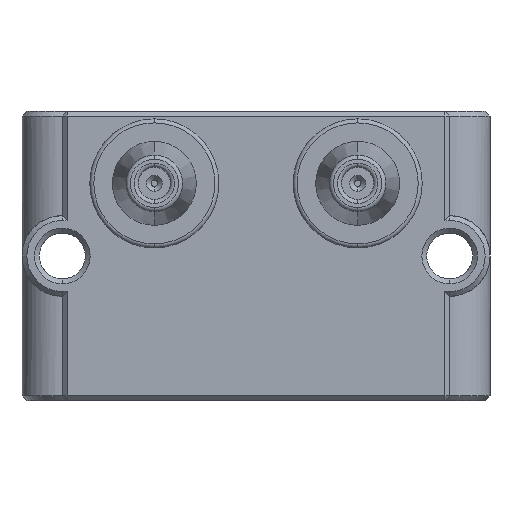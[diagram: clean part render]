
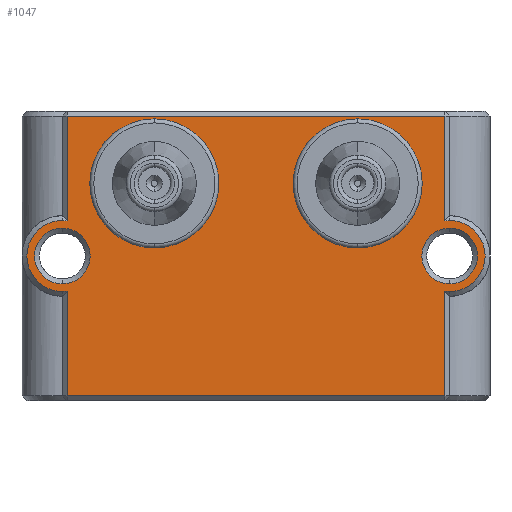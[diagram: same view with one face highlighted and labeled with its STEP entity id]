
A CAD part, front view. The second image highlights one B-rep face of the part: STEP entity #1047.
In plain terms, the highlighted planar face has unit normal (0, -1, 0).
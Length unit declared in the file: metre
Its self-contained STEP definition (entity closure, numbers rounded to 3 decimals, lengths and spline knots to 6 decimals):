
#1047=ADVANCED_FACE('1:3284',(#2566,#2567,#2568,#2569,#2570),#2571,.F.);
#2566=FACE_OUTER_BOUND('',#4728,.T.);
#2567=FACE_BOUND('',#4729,.T.);
#2568=FACE_BOUND('',#4730,.T.);
#2569=FACE_BOUND('',#4731,.T.);
#2570=FACE_BOUND('',#4732,.T.);
#2571=PLANE('',#4733);
#4728=EDGE_LOOP('',(#9312,#9313,#9314,#9315,#9316,#9317,#9318,#9319,#9320,#9321,#9322,#9323));
#4729=EDGE_LOOP('',(#9324,#9325));
#4730=EDGE_LOOP('',(#9326,#9327));
#4731=EDGE_LOOP('',(#9328,#9329));
#4732=EDGE_LOOP('',(#9330,#9331));
#4733=AXIS2_PLACEMENT_3D('',#9332,#9333,#9334);
#9312=ORIENTED_EDGE('',*,*,#13569,.T.);
#9313=ORIENTED_EDGE('',*,*,#13573,.T.);
#9314=ORIENTED_EDGE('',*,*,#13666,.T.);
#9315=ORIENTED_EDGE('',*,*,#14232,.T.);
#9316=ORIENTED_EDGE('',*,*,#14233,.T.);
#9317=ORIENTED_EDGE('',*,*,#14234,.T.);
#9318=ORIENTED_EDGE('',*,*,#13581,.T.);
#9319=ORIENTED_EDGE('',*,*,#13663,.T.);
#9320=ORIENTED_EDGE('',*,*,#13578,.T.);
#9321=ORIENTED_EDGE('',*,*,#14235,.T.);
#9322=ORIENTED_EDGE('',*,*,#14236,.T.);
#9323=ORIENTED_EDGE('',*,*,#14237,.T.);
#9324=ORIENTED_EDGE('',*,*,#13475,.T.);
#9325=ORIENTED_EDGE('',*,*,#13721,.T.);
#9326=ORIENTED_EDGE('',*,*,#13536,.T.);
#9327=ORIENTED_EDGE('',*,*,#13688,.T.);
#9328=ORIENTED_EDGE('',*,*,#13676,.T.);
#9329=ORIENTED_EDGE('',*,*,#13557,.T.);
#9330=ORIENTED_EDGE('',*,*,#13673,.T.);
#9331=ORIENTED_EDGE('',*,*,#13561,.T.);
#9332=CARTESIAN_POINT('',(-0.012,0.0,0.0));
#9333=DIRECTION('',(0.0,1.0,0.0));
#9334=DIRECTION('',(1.0,0.0,-0.0));
#13475=EDGE_CURVE('1:7364',#15923,#15925,#15927,.T.);
#13536=EDGE_CURVE('1:7367',#16022,#16024,#16026,.T.);
#13557=EDGE_CURVE('1:7370',#16056,#16054,#16057,.T.);
#13561=EDGE_CURVE('1:7373',#16062,#16060,#16063,.T.);
#13569=EDGE_CURVE('1:5375',#16075,#16073,#16076,.T.);
#13573=EDGE_CURVE('1:5375',#16073,#16079,#16082,.T.);
#13578=EDGE_CURVE('1:5357',#16086,#16088,#16090,.T.);
#13581=EDGE_CURVE('1:5357',#16095,#16092,#16096,.T.);
#13663=EDGE_CURVE('1:5357',#16092,#16086,#16220,.T.);
#13666=EDGE_CURVE('1:5375',#16079,#16222,#16224,.T.);
#13673=EDGE_CURVE('1:7373',#16060,#16062,#16233,.T.);
#13676=EDGE_CURVE('1:7370',#16054,#16056,#16236,.T.);
#13688=EDGE_CURVE('1:7367',#16024,#16022,#16248,.T.);
#13721=EDGE_CURVE('1:7364',#15925,#15923,#16281,.T.);
#14232=EDGE_CURVE('1:7343',#16222,#17138,#17139,.T.);
#14233=EDGE_CURVE('1:7346',#17138,#17140,#17141,.T.);
#14234=EDGE_CURVE('1:7349',#17140,#16095,#17142,.T.);
#14235=EDGE_CURVE('1:7355',#16088,#17143,#17144,.T.);
#14236=EDGE_CURVE('1:7358',#17143,#17145,#17146,.T.);
#14237=EDGE_CURVE('1:7361',#17145,#16075,#17147,.T.);
#15923=VERTEX_POINT('NONE',#19825);
#15925=VERTEX_POINT('',#19827);
#15927=CIRCLE('',#19829,0.0025);
#16022=VERTEX_POINT('NONE',#19938);
#16024=VERTEX_POINT('',#19940);
#16026=CIRCLE('',#19942,0.0025);
#16054=VERTEX_POINT('NONE',#19978);
#16056=VERTEX_POINT('',#19981);
#16057=CIRCLE('',#19982,0.001725);
#16060=VERTEX_POINT('NONE',#19986);
#16062=VERTEX_POINT('',#19989);
#16063=CIRCLE('',#19990,0.001725);
#16073=VERTEX_POINT('',#20003);
#16075=VERTEX_POINT('NONE',#20006);
#16076=CIRCLE('',#20007,0.0022);
#16079=VERTEX_POINT('',#20013);
#16082=CIRCLE('',#20017,0.0022);
#16086=VERTEX_POINT('',#20021);
#16088=VERTEX_POINT('NONE',#20024);
#16090=CIRCLE('',#20029,0.0022);
#16092=VERTEX_POINT('',#20031);
#16095=VERTEX_POINT('NONE',#20035);
#16096=CIRCLE('',#20036,0.0022);
#16220=CIRCLE('',#20342,0.0022);
#16222=VERTEX_POINT('NONE',#20344);
#16224=CIRCLE('',#20349,0.0022);
#16233=CIRCLE('',#20361,0.001725);
#16236=CIRCLE('',#20364,0.001725);
#16248=CIRCLE('',#20376,0.0025);
#16281=CIRCLE('',#20409,0.0025);
#17138=VERTEX_POINT('NONE',#22634);
#17139=LINE('',#22635,#22636);
#17140=VERTEX_POINT('NONE',#22637);
#17141=LINE('',#22638,#22639);
#17142=LINE('',#22640,#22641);
#17143=VERTEX_POINT('NONE',#22642);
#17144=LINE('',#22643,#22644);
#17145=VERTEX_POINT('NONE',#22645);
#17146=LINE('',#22646,#22647);
#17147=LINE('',#22648,#22649);
#19825=CARTESIAN_POINT('',(0.0063,0.0,0.007));
#19827=CARTESIAN_POINT('',(0.0063,0.0,0.002));
#19829=AXIS2_PLACEMENT_3D('',#26004,#26005,#26006);
#19938=CARTESIAN_POINT('',(-0.0063,0.0,0.007));
#19940=CARTESIAN_POINT('',(-0.0063,0.0,0.002));
#19942=AXIS2_PLACEMENT_3D('',#26117,#26118,#26119);
#19978=CARTESIAN_POINT('',(-0.012,0.0,-0.001725));
#19981=CARTESIAN_POINT('',(-0.012,0.0,0.001725));
#19982=AXIS2_PLACEMENT_3D('',#26147,#26148,#26149);
#19986=CARTESIAN_POINT('',(0.012,0.0,-0.001725));
#19989=CARTESIAN_POINT('',(0.012,0.0,0.001725));
#19990=AXIS2_PLACEMENT_3D('',#26152,#26153,#26154);
#20003=CARTESIAN_POINT('',(0.012,0.0,-0.0022));
#20006=CARTESIAN_POINT('',(0.0117,0.0,-0.002179));
#20007=AXIS2_PLACEMENT_3D('',#26162,#26163,#26164);
#20013=CARTESIAN_POINT('',(0.012,0.0,0.0022));
#20017=AXIS2_PLACEMENT_3D('',#26166,#26167,#26168);
#20021=CARTESIAN_POINT('',(-0.012,0.0,-0.0022));
#20024=CARTESIAN_POINT('',(-0.0117,0.0,-0.002179));
#20029=AXIS2_PLACEMENT_3D('',#26173,#26174,#26175);
#20031=CARTESIAN_POINT('',(-0.012,0.0,0.0022));
#20035=CARTESIAN_POINT('',(-0.0117,0.0,0.002179));
#20036=AXIS2_PLACEMENT_3D('',#26177,#26178,#26179);
#20342=AXIS2_PLACEMENT_3D('',#26280,#26281,#26282);
#20344=CARTESIAN_POINT('',(0.0117,0.0,0.002179));
#20349=AXIS2_PLACEMENT_3D('',#26283,#26284,#26285);
#20361=AXIS2_PLACEMENT_3D('',#26295,#26296,#26297);
#20364=AXIS2_PLACEMENT_3D('',#26301,#26302,#26303);
#20376=AXIS2_PLACEMENT_3D('',#26322,#26323,#26324);
#20409=AXIS2_PLACEMENT_3D('',#26379,#26380,#26381);
#22634=CARTESIAN_POINT('',(0.0117,0.0,0.008675));
#22635=CARTESIAN_POINT('',(0.0117,0.0,0.));
#22636=VECTOR('',#26853,1.0);
#22637=CARTESIAN_POINT('',(-0.0117,0.0,0.008675));
#22638=CARTESIAN_POINT('',(-0.012,0.0,0.008675));
#22639=VECTOR('',#26854,1.0);
#22640=CARTESIAN_POINT('',(-0.0117,0.0,0.));
#22641=VECTOR('',#26855,1.0);
#22642=CARTESIAN_POINT('',(-0.0117,0.0,-0.008675));
#22643=CARTESIAN_POINT('',(-0.0117,0.0,0.));
#22644=VECTOR('',#26856,1.0);
#22645=CARTESIAN_POINT('',(0.0117,0.0,-0.008675));
#22646=CARTESIAN_POINT('',(-0.012,0.0,-0.008675));
#22647=VECTOR('',#26857,1.0);
#22648=CARTESIAN_POINT('',(0.0117,0.0,0.));
#22649=VECTOR('',#26858,1.0);
#26004=CARTESIAN_POINT('',(0.0063,0.0,0.0045));
#26005=DIRECTION('',(0.0,1.0,0.0));
#26006=DIRECTION('',(0.0,0.0,1.0));
#26117=CARTESIAN_POINT('',(-0.0063,0.0,0.0045));
#26118=DIRECTION('',(0.0,1.0,0.0));
#26119=DIRECTION('',(0.0,0.0,1.0));
#26147=CARTESIAN_POINT('',(-0.012,0.0,0.0));
#26148=DIRECTION('',(0.0,1.0,0.0));
#26149=DIRECTION('',(0.0,0.0,1.0));
#26152=CARTESIAN_POINT('',(0.012,0.0,0.));
#26153=DIRECTION('',(0.0,1.0,0.0));
#26154=DIRECTION('',(0.0,0.0,1.0));
#26162=CARTESIAN_POINT('',(0.012,0.0,0.));
#26163=DIRECTION('',(0.0,-1.0,0.0));
#26164=DIRECTION('',(0.0,0.0,1.0));
#26166=CARTESIAN_POINT('',(0.012,0.0,0.));
#26167=DIRECTION('',(0.0,-1.0,0.0));
#26168=DIRECTION('',(0.0,0.0,1.0));
#26173=CARTESIAN_POINT('',(-0.012,0.0,0.0));
#26174=DIRECTION('',(0.0,-1.0,0.0));
#26175=DIRECTION('',(0.0,0.0,1.0));
#26177=CARTESIAN_POINT('',(-0.012,0.0,0.0));
#26178=DIRECTION('',(0.0,-1.0,0.0));
#26179=DIRECTION('',(0.0,0.0,1.0));
#26280=CARTESIAN_POINT('',(-0.012,0.0,0.0));
#26281=DIRECTION('',(0.0,-1.0,0.0));
#26282=DIRECTION('',(0.0,0.0,1.0));
#26283=CARTESIAN_POINT('',(0.012,0.0,0.));
#26284=DIRECTION('',(0.0,-1.0,0.0));
#26285=DIRECTION('',(0.0,0.0,1.0));
#26295=CARTESIAN_POINT('',(0.012,0.0,0.));
#26296=DIRECTION('',(0.0,1.0,0.0));
#26297=DIRECTION('',(0.0,0.0,1.0));
#26301=CARTESIAN_POINT('',(-0.012,0.0,0.0));
#26302=DIRECTION('',(0.0,1.0,0.0));
#26303=DIRECTION('',(0.0,0.0,1.0));
#26322=CARTESIAN_POINT('',(-0.0063,0.0,0.0045));
#26323=DIRECTION('',(0.0,1.0,0.0));
#26324=DIRECTION('',(0.0,0.0,1.0));
#26379=CARTESIAN_POINT('',(0.0063,0.0,0.0045));
#26380=DIRECTION('',(0.0,1.0,0.0));
#26381=DIRECTION('',(0.0,0.0,1.0));
#26853=DIRECTION('',(0.,0.0,1.0));
#26854=DIRECTION('',(-1.0,0.0,0.));
#26855=DIRECTION('',(0.,0.0,-1.0));
#26856=DIRECTION('',(0.,0.0,-1.0));
#26857=DIRECTION('',(1.0,0.0,0.));
#26858=DIRECTION('',(0.,0.0,1.0));
